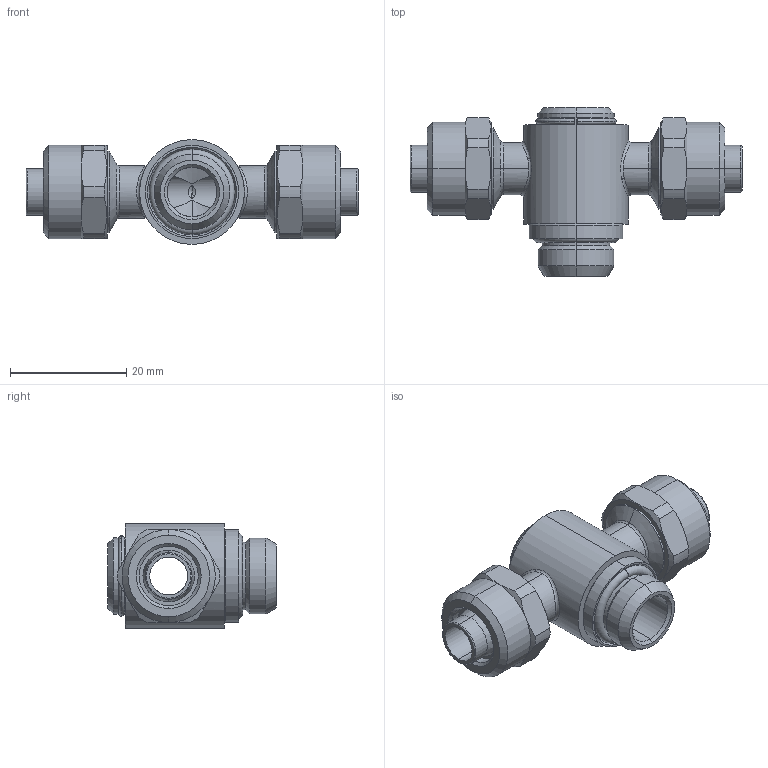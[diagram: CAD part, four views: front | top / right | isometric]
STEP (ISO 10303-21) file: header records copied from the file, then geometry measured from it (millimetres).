
FILE_DESCRIPTION (( 'STEP AP203' ), '1' );
FILE_NAME ('02210052.STEP', '2011-10-04T14:16:18', ( '' ), ( 'sopra-pneumatic' ), 'SwSTEP 2.0', 'SolidWorks 2011', '' );
FILE_SCHEMA (( 'CONFIG_CONTROL_DESIGN' ));
Length unit declared in the file: millimetre
Products named in the file (1): 02210052
Bounding box: 57 x 29 x 18 mm (x, y, z)
Volume: 8727.5 mm3; surface area: 6220.1 mm2
Topology: 3 solids, 3 shells, 168 faces, 380 edges, 227 vertices
Faces by surface type: cone 55, cylinder 53, plane 42, torus 14, bspline 4
Entity records: 5820 total; most frequent: CARTESIAN_POINT 2019, DIRECTION 811, ORIENTED_EDGE 752, EDGE_CURVE 376, AXIS2_PLACEMENT_3D 343, VERTEX_POINT 227, EDGE_LOOP 187, CIRCLE 178
